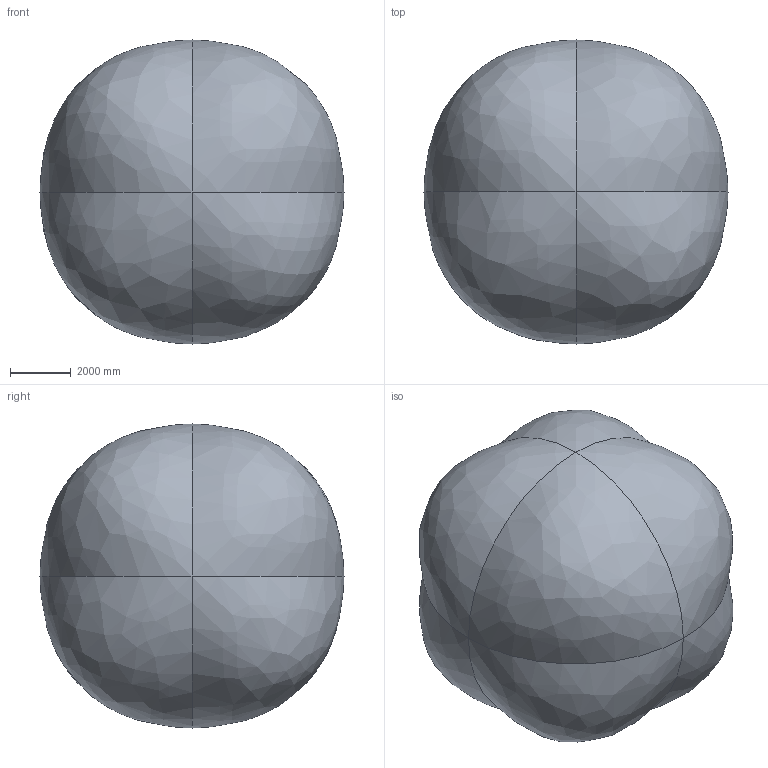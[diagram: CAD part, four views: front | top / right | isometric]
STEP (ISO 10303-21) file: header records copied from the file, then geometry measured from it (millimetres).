
FILE_DESCRIPTION(('Open CASCADE Model'),'2;1');
FILE_NAME('Open CASCADE Shape Model','2018-09-12T17:43:04',('Author'),( 'Open CASCADE'),'Open CASCADE STEP processor 7.2','Open CASCADE 7.2' ,'Unknown');
FILE_SCHEMA(('AUTOMOTIVE_DESIGN { 1 0 10303 214 1 1 1 1 }'));
Length unit declared in the file: millimetre
Products named in the file (70): Open CASCADE STEP translator 7.2 1; Open CASCADE STEP translator 7.2 1.1; Open CASCADE STEP translator 7.2 1.2; Open CASCADE STEP translator 7.2 1.3; Open CASCADE STEP translator 7.2 1.4; Open CASCADE STEP translator 7.2 1.5; Open CASCADE STEP translator 7.2 1.6; Open CASCADE STEP translator 7.2 1.7; Open CASCADE STEP translator 7.2 1.8; Open CASCADE STEP translator 7.2 1.9; Open CASCADE STEP translator 7.2 1.10; Open CASCADE STEP translator 7.2 1.11; Open CASCADE STEP translator 7.2 1.12; Open CASCADE STEP translator 7.2 1.13; Open CASCADE STEP translator 7.2 1.14; Open CASCADE STEP translator 7.2 1.15; Open CASCADE STEP translator 7.2 1.16; Open CASCADE STEP translator 7.2 1.17; Open CASCADE STEP translator 7.2 1.18; Open CASCADE STEP translator 7.2 1.19; Open CASCADE STEP translator 7.2 1.20; Open CASCADE STEP translator 7.2 1.21; Open CASCADE STEP translator 7.2 1.22; Open CASCADE STEP translator 7.2 1.23; Open CASCADE STEP translator 7.2 1.24; Open CASCADE STEP translator 7.2 1.25; Open CASCADE STEP translator 7.2 1.26; Open CASCADE STEP translator 7.2 1.27; Open CASCADE STEP translator 7.2 1.28; Open CASCADE STEP translator 7.2 1.29; Open CASCADE STEP translator 7.2 1.30; Open CASCADE STEP translator 7.2 1.31; Open CASCADE STEP translator 7.2 1.32; Open CASCADE STEP translator 7.2 1.33; Open CASCADE STEP translator 7.2 1.34; Open CASCADE STEP translator 7.2 1.35; Open CASCADE STEP translator 7.2 1.36; Open CASCADE STEP translator 7.2 1.37; Open CASCADE STEP translator 7.2 1.38; Open CASCADE STEP translator 7.2 1.39 ...
Assembly tree (69 placements, depth 2):
  Open CASCADE STEP translator 7.2 1
    Open CASCADE STEP translator 7.2 1.1
    Open CASCADE STEP translator 7.2 1.2
    Open CASCADE STEP translator 7.2 1.3
    Open CASCADE STEP translator 7.2 1.4
    Open CASCADE STEP translator 7.2 1.5
    Open CASCADE STEP translator 7.2 1.6
    Open CASCADE STEP translator 7.2 1.7
    Open CASCADE STEP translator 7.2 1.8
    Open CASCADE STEP translator 7.2 1.9
    Open CASCADE STEP translator 7.2 1.10
    Open CASCADE STEP translator 7.2 1.11
    Open CASCADE STEP translator 7.2 1.12
    Open CASCADE STEP translator 7.2 1.13
    Open CASCADE STEP translator 7.2 1.14
    Open CASCADE STEP translator 7.2 1.15
    Open CASCADE STEP translator 7.2 1.16
    Open CASCADE STEP translator 7.2 1.17
    Open CASCADE STEP translator 7.2 1.18
    Open CASCADE STEP translator 7.2 1.19
    Open CASCADE STEP translator 7.2 1.20
    Open CASCADE STEP translator 7.2 1.21
    Open CASCADE STEP translator 7.2 1.22
    Open CASCADE STEP translator 7.2 1.23
    Open CASCADE STEP translator 7.2 1.24
    Open CASCADE STEP translator 7.2 1.25
    Open CASCADE STEP translator 7.2 1.26
    Open CASCADE STEP translator 7.2 1.27
    Open CASCADE STEP translator 7.2 1.28
    Open CASCADE STEP translator 7.2 1.29
    Open CASCADE STEP translator 7.2 1.30
    Open CASCADE STEP translator 7.2 1.31
    Open CASCADE STEP translator 7.2 1.32
    Open CASCADE STEP translator 7.2 1.33
    Open CASCADE STEP translator 7.2 1.34
    Open CASCADE STEP translator 7.2 1.35
    Open CASCADE STEP translator 7.2 1.36
    Open CASCADE STEP translator 7.2 1.37
    Open CASCADE STEP translator 7.2 1.38
    Open CASCADE STEP translator 7.2 1.39
    Open CASCADE STEP translator 7.2 1.40
    Open CASCADE STEP translator 7.2 1.41
    Open CASCADE STEP translator 7.2 1.42
    Open CASCADE STEP translator 7.2 1.43
    Open CASCADE STEP translator 7.2 1.44
    Open CASCADE STEP translator 7.2 1.45
    Open CASCADE STEP translator 7.2 1.46
    Open CASCADE STEP translator 7.2 1.47
    Open CASCADE STEP translator 7.2 1.48
    Open CASCADE STEP translator 7.2 1.49
    Open CASCADE STEP translator 7.2 1.50
    Open CASCADE STEP translator 7.2 1.51
    Open CASCADE STEP translator 7.2 1.52
    Open CASCADE STEP translator 7.2 1.53
    Open CASCADE STEP translator 7.2 1.54
    Open CASCADE STEP translator 7.2 1.55
    Open CASCADE STEP translator 7.2 1.56
    Open CASCADE STEP translator 7.2 1.57
    Open CASCADE STEP translator 7.2 1.58
    Open CASCADE STEP translator 7.2 1.59
Bounding box: 10000 x 10000 x 10000 mm (x, y, z)
Volume: 602434751404 mm3; surface area: 1263808051.5 mm2
Topology: 2 solids, 25 shells, 54 faces, 220 edges, 305 vertices
Faces by surface type: bspline 46, plane 8
Entity records: 24436 total; most frequent: CARTESIAN_POINT 20805, DIRECTION 588, AXIS2_PLACEMENT_3D 258, CIRCLE 212, ORIENTED_EDGE 188, PCURVE 188, DEFINITIONAL_REPRESENTATION 188, B_SPLINE_CURVE_WITH_KNOTS 156
